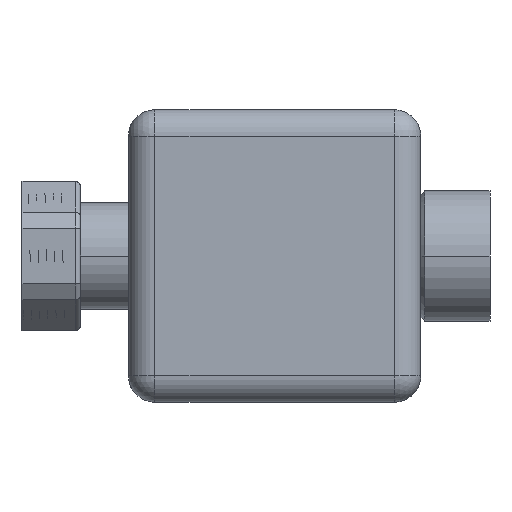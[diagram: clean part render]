
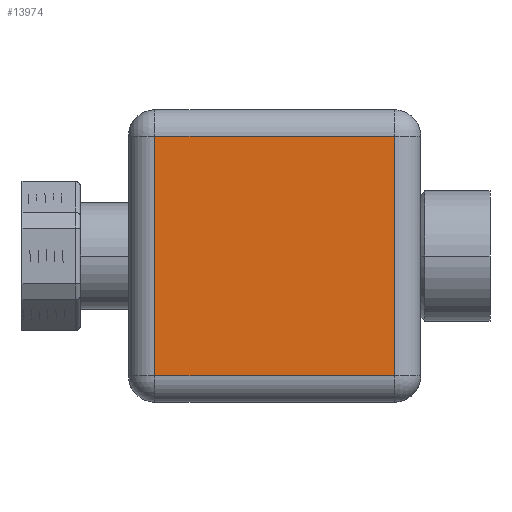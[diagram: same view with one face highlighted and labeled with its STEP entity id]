
A CAD part, left-side view. The second image highlights one B-rep face of the part: STEP entity #13974.
In plain terms, the highlighted face is planar.
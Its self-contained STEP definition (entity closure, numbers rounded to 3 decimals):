
#13446=DIRECTION('',(-1.,0.,0.));
#13447=VECTOR('',#13446,90.);
#13448=CARTESIAN_POINT('',(45.,45.,25.));
#13449=LINE('',#13448,#13447);
#13454=DIRECTION('',(0.,1.,0.));
#13455=VECTOR('',#13454,90.);
#13456=CARTESIAN_POINT('',(45.,-45.,25.));
#13457=LINE('',#13456,#13455);
#13508=DIRECTION('',(1.,0.,0.));
#13509=VECTOR('',#13508,90.);
#13510=CARTESIAN_POINT('',(-45.,-45.,25.));
#13511=LINE('',#13510,#13509);
#13539=DIRECTION('',(0.,-1.,0.));
#13540=VECTOR('',#13539,90.);
#13541=CARTESIAN_POINT('',(-45.,45.,25.));
#13542=LINE('',#13541,#13540);
#13859=CARTESIAN_POINT('',(-45.,45.,25.));
#13860=VERTEX_POINT('',#13859);
#13861=CARTESIAN_POINT('',(45.,45.,25.));
#13862=VERTEX_POINT('',#13861);
#13865=CARTESIAN_POINT('',(45.,-45.,25.));
#13866=VERTEX_POINT('',#13865);
#13867=CARTESIAN_POINT('',(-45.,-45.,25.));
#13868=VERTEX_POINT('',#13867);
#13960=CARTESIAN_POINT('',(0.,0.,25.));
#13961=DIRECTION('',(0.,0.,1.));
#13962=DIRECTION('',(1.,0.,0.));
#13963=AXIS2_PLACEMENT_3D('',#13960,#13961,#13962);
#13964=PLANE('',#13963);
#13966=ORIENTED_EDGE('',*,*,#13965,.F.);
#13968=ORIENTED_EDGE('',*,*,#13967,.F.);
#13970=ORIENTED_EDGE('',*,*,#13969,.F.);
#13971=ORIENTED_EDGE('',*,*,#13950,.F.);
#13972=EDGE_LOOP('',(#13966,#13968,#13970,#13971));
#13973=FACE_OUTER_BOUND('',#13972,.F.);
#13974=ADVANCED_FACE('',(#13973),#13964,.T.);
#13950=EDGE_CURVE('',#13862,#13860,#13449,.T.);
#13965=EDGE_CURVE('',#13866,#13862,#13457,.T.);
#13967=EDGE_CURVE('',#13868,#13866,#13511,.T.);
#13969=EDGE_CURVE('',#13860,#13868,#13542,.T.);
